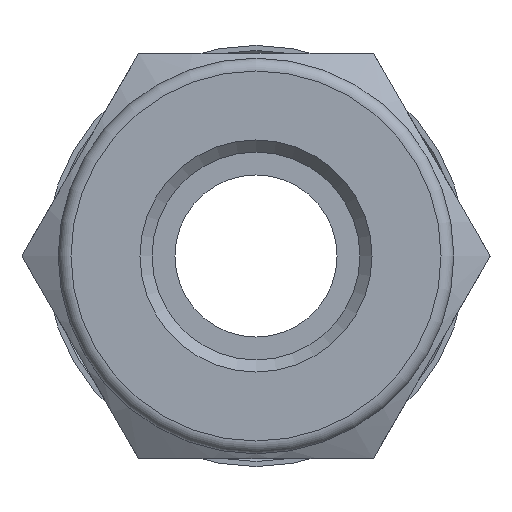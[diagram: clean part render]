
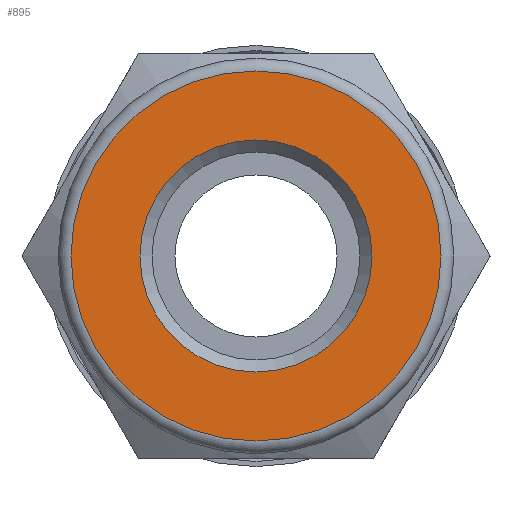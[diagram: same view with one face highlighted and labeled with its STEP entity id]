
A CAD part, left-side view. The second image highlights one B-rep face of the part: STEP entity #895.
In plain terms, the highlighted planar face has unit normal (-1, 0, 0).
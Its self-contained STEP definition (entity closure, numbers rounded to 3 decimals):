
#58=FACE_BOUND('',#212,.T.);
#93=CIRCLE('',#1005,4.545);
#94=CIRCLE('',#1007,7.25);
#148=FACE_OUTER_BOUND('',#211,.T.);
#211=EDGE_LOOP('',(#692));
#212=EDGE_LOOP('',(#693));
#409=VERTEX_POINT('',#1508);
#410=VERTEX_POINT('',#1512);
#513=EDGE_CURVE('',#409,#409,#93,.T.);
#514=EDGE_CURVE('',#410,#410,#94,.T.);
#692=ORIENTED_EDGE('',*,*,#514,.F.);
#693=ORIENTED_EDGE('',*,*,#513,.T.);
#858=PLANE('',#1006);
#895=ADVANCED_FACE('',(#148,#58),#858,.T.);
#1005=AXIS2_PLACEMENT_3D('',#1510,#1205,#1206);
#1006=AXIS2_PLACEMENT_3D('',#1511,#1207,#1208);
#1007=AXIS2_PLACEMENT_3D('',#1513,#1209,#1210);
#1205=DIRECTION('center_axis',(1.,0.,0.));
#1206=DIRECTION('ref_axis',(0.,0.,-1.));
#1207=DIRECTION('center_axis',(-1.,0.,0.));
#1208=DIRECTION('ref_axis',(0.,0.,1.));
#1209=DIRECTION('center_axis',(1.,0.,0.));
#1210=DIRECTION('ref_axis',(0.,0.,-1.));
#1508=CARTESIAN_POINT('',(-0.73,-4.545,0.));
#1510=CARTESIAN_POINT('Origin',(-0.73,0.,
0.));
#1511=CARTESIAN_POINT('Origin',(-0.73,7.25,0.));
#1512=CARTESIAN_POINT('',(-0.73,0.,7.25));
#1513=CARTESIAN_POINT('Origin',(-0.73,0.,
0.));
